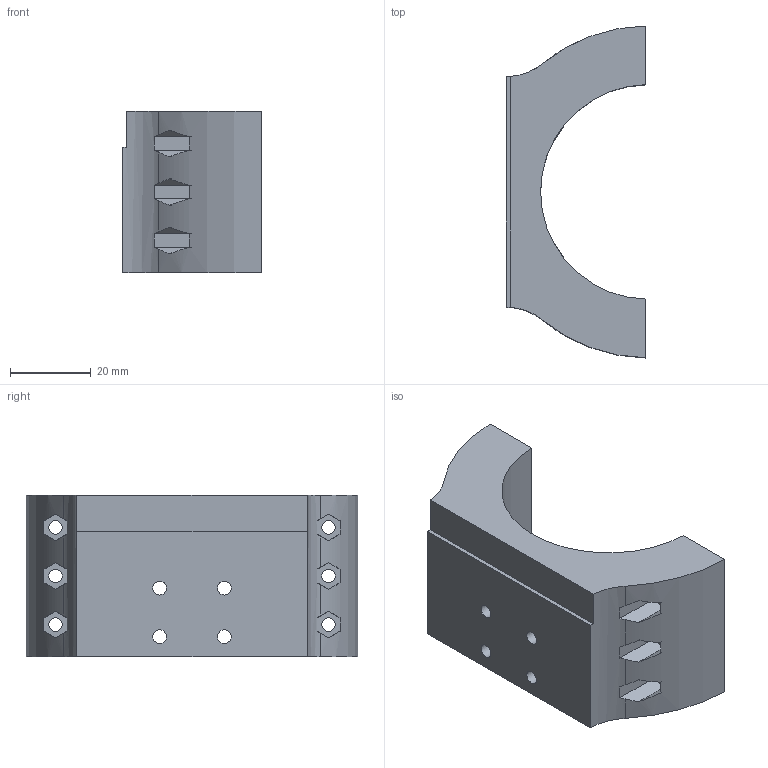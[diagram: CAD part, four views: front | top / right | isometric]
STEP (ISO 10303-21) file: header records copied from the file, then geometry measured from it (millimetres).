
FILE_DESCRIPTION(('FreeCAD Model'),'2;1');
FILE_NAME( 'soporte spindleA.step' ,'2018-02-12T08:22:32',('Author'),(''), 'Open CASCADE STEP processor 6.8','FreeCAD','Unknown');
FILE_SCHEMA(('AUTOMOTIVE_DESIGN_CC2 { 1 2 10303 214 -1 1 5 4 }'));
Length unit declared in the file: millimetre
Products named in the file (2): ASSEMBLY; CogidaA_v2
Assembly tree (1 placements, depth 2):
  ASSEMBLY
    CogidaA_v2
Bounding box: 34.5 x 81.99 x 40 mm (x, y, z)
Volume: 52149.6 mm3; surface area: 14663.3 mm2
Topology: 1 solids, 1 shells, 74 faces, 208 edges, 140 vertices
Faces by surface type: plane 55, cylinder 19
Full cylindrical faces by diameter (mm): 3.4 x10, 7 x4
Entity records: 7078 total; most frequent: CARTESIAN_POINT 2990, DIRECTION 727, ORIENTED_EDGE 416, PCURVE 416, DEFINITIONAL_REPRESENTATION 416, LINE 388, VECTOR 388, EDGE_CURVE 208
